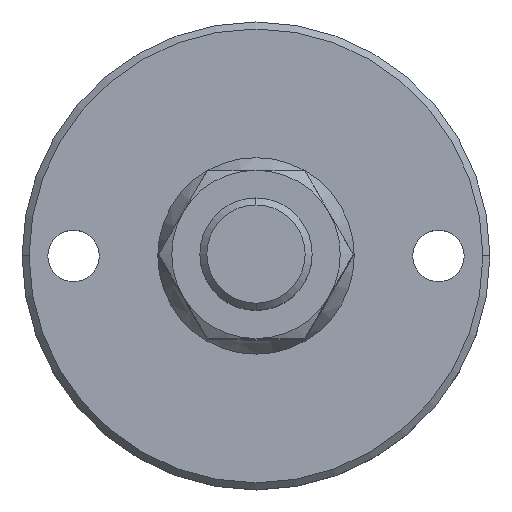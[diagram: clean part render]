
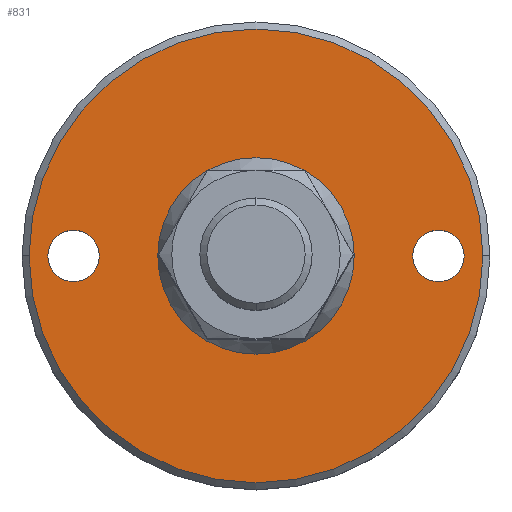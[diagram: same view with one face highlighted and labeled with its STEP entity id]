
A CAD part, top view. The second image highlights one B-rep face of the part: STEP entity #831.
In plain terms, the highlighted planar face has unit normal (0, 0, 1).
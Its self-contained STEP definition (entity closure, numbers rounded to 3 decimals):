
#433=VERTEX_POINT('',#1080);
#445=VERTEX_POINT('',#1093);
#457=EDGE_CURVE('',#519,#445,#1107,.T.);
#519=VERTEX_POINT('',#1180);
#523=EDGE_CURVE('',#927,#791,#1185,.T.);
#527=EDGE_CURVE('',#609,#561,#1189,.T.);
#561=VERTEX_POINT('',#1230);
#609=VERTEX_POINT('',#1286);
#637=EDGE_CURVE('',#561,#609,#1318,.T.);
#659=EDGE_CURVE('',#445,#519,#1342,.T.);
#759=EDGE_CURVE('',#791,#927,#1454,.T.);
#791=VERTEX_POINT('',#1489);
#799=EDGE_CURVE('',#433,#951,#1497,.T.);
#819=EDGE_CURVE('',#951,#433,#1520,.T.);
#831=ADVANCED_FACE('',(#1534,#1535,#1536,#1537),#1538,.T.);
#927=VERTEX_POINT('',#1642);
#951=VERTEX_POINT('',#1669);
#1080=CARTESIAN_POINT('',(21.0,0.,20.5));
#1093=CARTESIAN_POINT('',(44.5,0.,20.5));
#1107=CIRCLE('',#1918,5.5);
#1180=CARTESIAN_POINT('',(33.5,0.0,20.5));
#1185=CIRCLE('',#2081,5.5);
#1189=CIRCLE('',#2086,48.5);
#1230=CARTESIAN_POINT('',(-48.5,0.,20.5));
#1286=CARTESIAN_POINT('',(48.5,0.,20.5));
#1318=CIRCLE('',#2314,48.5);
#1342=CIRCLE('',#2369,5.5);
#1454=CIRCLE('',#2593,5.5);
#1489=CARTESIAN_POINT('',(-44.5,0.0,20.5));
#1497=CIRCLE('',#2673,21.0);
#1520=CIRCLE('',#2714,21.0);
#1534=FACE_BOUND('',#2730,.T.);
#1535=FACE_BOUND('',#2731,.T.);
#1536=FACE_BOUND('',#2732,.T.);
#1537=FACE_OUTER_BOUND('',#2733,.T.);
#1538=PLANE('',#2734);
#1642=CARTESIAN_POINT('',(-33.5,0.,20.5));
#1669=CARTESIAN_POINT('',(-21.0,0.,20.5));
#1918=AXIS2_PLACEMENT_3D('',#3151,#3152,#3153);
#2081=AXIS2_PLACEMENT_3D('',#3254,#3255,#3256);
#2086=AXIS2_PLACEMENT_3D('',#3257,#3258,#3259);
#2314=AXIS2_PLACEMENT_3D('',#3438,#3439,#3440);
#2369=AXIS2_PLACEMENT_3D('',#3461,#3462,#3463);
#2593=AXIS2_PLACEMENT_3D('',#3572,#3573,#3574);
#2673=AXIS2_PLACEMENT_3D('',#3613,#3614,#3615);
#2714=AXIS2_PLACEMENT_3D('',#3646,#3647,#3648);
#2730=EDGE_LOOP('',(#3668,#3669));
#2731=EDGE_LOOP('',(#3670,#3671));
#2732=EDGE_LOOP('',(#3672,#3673));
#2733=EDGE_LOOP('',(#3674,#3675));
#2734=AXIS2_PLACEMENT_3D('',#3676,#3677,#3678);
#3151=CARTESIAN_POINT('',(39.0,0.,20.5));
#3152=DIRECTION('',(0.,0.,-1.0));
#3153=DIRECTION('',(1.0,0.,0.));
#3254=CARTESIAN_POINT('',(-39.0,0.,20.5));
#3255=DIRECTION('',(0.,0.,-1.0));
#3256=DIRECTION('',(1.0,0.,0.));
#3257=CARTESIAN_POINT('',(0.,0.,20.5));
#3258=DIRECTION('',(0.,0.,1.0));
#3259=DIRECTION('',(-1.0,0.,0.));
#3438=CARTESIAN_POINT('',(0.,0.,20.5));
#3439=DIRECTION('',(0.,0.,1.0));
#3440=DIRECTION('',(-1.0,0.,0.));
#3461=CARTESIAN_POINT('',(39.0,0.,20.5));
#3462=DIRECTION('',(0.,0.,-1.0));
#3463=DIRECTION('',(1.0,0.,0.));
#3572=CARTESIAN_POINT('',(-39.0,0.,20.5));
#3573=DIRECTION('',(0.,0.,-1.0));
#3574=DIRECTION('',(1.0,0.,0.));
#3613=CARTESIAN_POINT('',(0.,0.,20.5));
#3614=DIRECTION('',(0.,0.,1.0));
#3615=DIRECTION('',(-1.0,0.,0.));
#3646=CARTESIAN_POINT('',(0.,0.,20.5));
#3647=DIRECTION('',(0.,0.,1.0));
#3648=DIRECTION('',(-1.0,0.,0.));
#3668=ORIENTED_EDGE('',*,*,#457,.T.);
#3669=ORIENTED_EDGE('',*,*,#659,.T.);
#3670=ORIENTED_EDGE('',*,*,#759,.T.);
#3671=ORIENTED_EDGE('',*,*,#523,.T.);
#3672=ORIENTED_EDGE('',*,*,#819,.F.);
#3673=ORIENTED_EDGE('',*,*,#799,.F.);
#3674=ORIENTED_EDGE('',*,*,#637,.T.);
#3675=ORIENTED_EDGE('',*,*,#527,.T.);
#3676=CARTESIAN_POINT('',(-34.75,0.,20.5));
#3677=DIRECTION('',(0.,0.,1.0));
#3678=DIRECTION('',(-1.0,0.,0.0));
